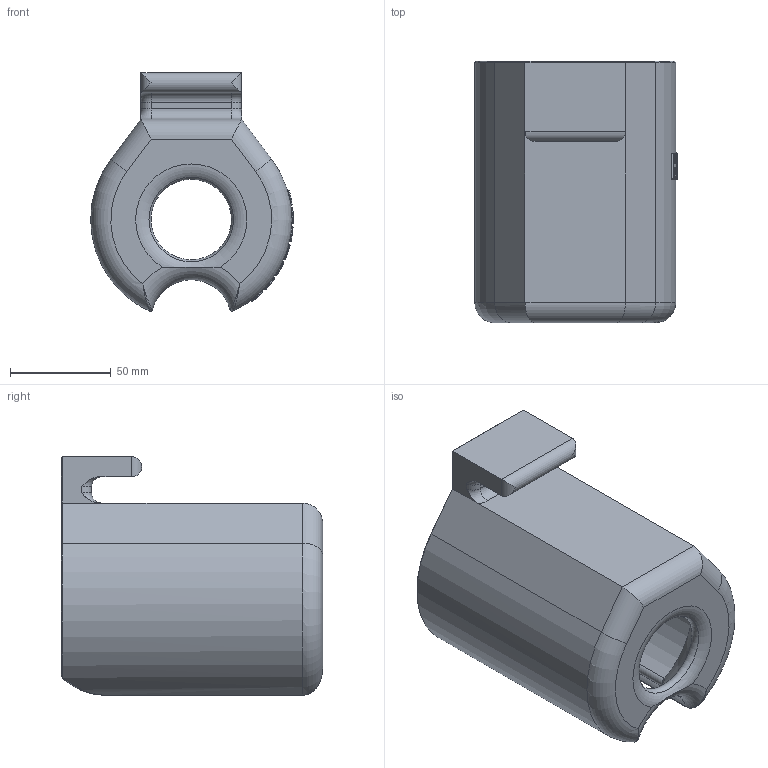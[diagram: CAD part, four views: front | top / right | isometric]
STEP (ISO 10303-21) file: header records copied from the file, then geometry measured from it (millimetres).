
FILE_DESCRIPTION(/* description */ (''),/* implementation_level */ '2;1');
FILE_NAME(/* name */ 'hobocup v17.step',/* time_stamp */ '2024-04-24T22:34:35-07:00',/* author */ (''),/* organization */ (''),/* preprocessor_version */ 'ST-DEVELOPER v20',/* originating_system */ 'Autodesk Translation Framework v12.20.1.177',/* authorisation */ '');
FILE_SCHEMA (('AUTOMOTIVE_DESIGN { 1 0 10303 214 3 1 1 }'));
Length unit declared in the file: millimetre
Products named in the file (1): hobocup
Bounding box: 100.75 x 130 x 118.6 mm (x, y, z)
Volume: 354182.2 mm3; surface area: 80655.3 mm2
Topology: 1 solids, 3 shells, 412 faces, 1103 edges, 705 vertices
Faces by surface type: bspline 239, cylinder 70, plane 68, torus 28, cone 7
Full cylindrical faces by diameter (mm): 4 x2
Entity records: 25631 total; most frequent: CARTESIAN_POINT 17089, ORIENTED_EDGE 2202, EDGE_CURVE 1101, DIRECTION 999, VERTEX_POINT 705, B_SPLINE_CURVE_WITH_KNOTS 561, LINE 429, VECTOR 429
